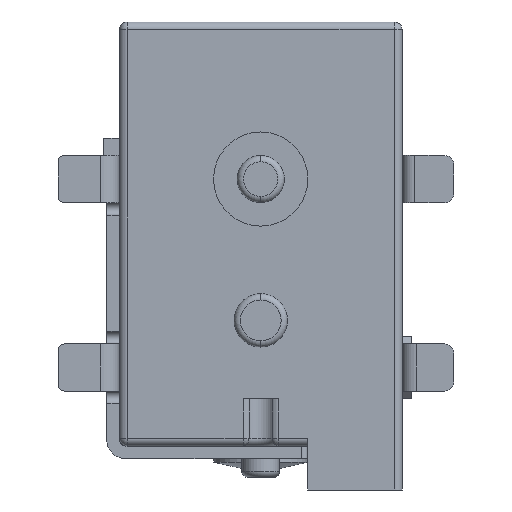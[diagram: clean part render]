
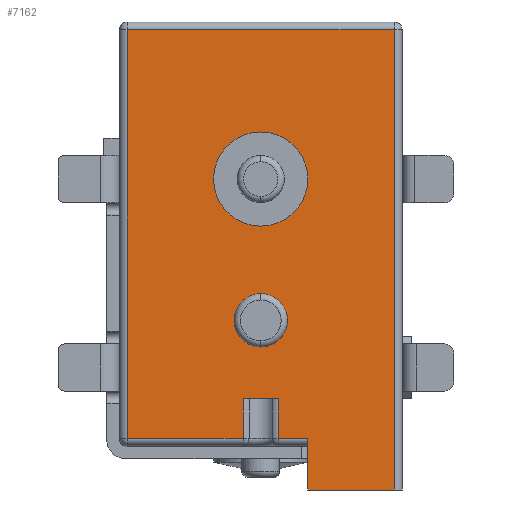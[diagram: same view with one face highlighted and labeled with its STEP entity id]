
A CAD part, front view. The second image highlights one B-rep face of the part: STEP entity #7162.
In plain terms, the highlighted planar face has unit normal (0, -1, 0).
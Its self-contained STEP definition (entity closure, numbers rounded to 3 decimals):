
#11 = EDGE_CURVE ( 'NONE', #3027, #6726, #2881, .T. ) ;
#256 = CARTESIAN_POINT ( 'NONE',  ( 0., -6.5, -10.35 ) ) ;
#301 = CIRCLE ( 'NONE', #4888, 0.85 ) ;
#550 = VECTOR ( 'NONE', #9706, 1000. ) ;
#686 = LINE ( 'NONE', #7911, #9536 ) ;
#819 = LINE ( 'NONE', #8170, #10212 ) ;
#1106 = EDGE_CURVE ( 'NONE', #6726, #7406, #686, .T. ) ;
#1271 = VERTEX_POINT ( 'NONE', #256 ) ;
#1337 = ORIENTED_EDGE ( 'NONE', *, *, #5744, .F. ) ;
#1471 = CARTESIAN_POINT ( 'NONE',  ( 4.25, -6.5, -0.25 ) ) ;
#1507 = VECTOR ( 'NONE', #1983, 1000. ) ;
#1510 = CARTESIAN_POINT ( 'NONE',  ( -4.25, -6.5, -13.25 ) ) ;
#1543 = EDGE_LOOP ( 'NONE', ( #11742, #8856 ) ) ;
#1603 = CARTESIAN_POINT ( 'NONE',  ( 0., -6.5, -9.5 ) ) ;
#1730 = ORIENTED_EDGE ( 'NONE', *, *, #8412, .T. ) ;
#1934 = ORIENTED_EDGE ( 'NONE', *, *, #3709, .F. ) ;
#1950 = DIRECTION ( 'NONE',  ( 0., 0., -1. ) ) ;
#1983 = DIRECTION ( 'NONE',  ( 0., 0., -1. ) ) ;
#2079 = CARTESIAN_POINT ( 'NONE',  ( 0., -6.5, -13.25 ) ) ;
#2151 = AXIS2_PLACEMENT_3D ( 'NONE', #4220, #6894, #8807 ) ;
#2198 = VERTEX_POINT ( 'NONE', #3942 ) ;
#2295 = EDGE_CURVE ( 'NONE', #8941, #6343, #7988, .T. ) ;
#2314 = ORIENTED_EDGE ( 'NONE', *, *, #11, .F. ) ;
#2458 = CARTESIAN_POINT ( 'NONE',  ( 1.5, -6.5, -13.25 ) ) ;
#2468 = DIRECTION ( 'NONE',  ( -1., 0., 0. ) ) ;
#2542 = EDGE_CURVE ( 'NONE', #10972, #9106, #4932, .T. ) ;
#2562 = CARTESIAN_POINT ( 'NONE',  ( 0., -6.5, -9.5 ) ) ;
#2579 = DIRECTION ( 'NONE',  ( 0., 0., -1. ) ) ;
#2633 = ORIENTED_EDGE ( 'NONE', *, *, #1106, .F. ) ;
#2701 = EDGE_CURVE ( 'NONE', #4021, #5370, #4628, .T. ) ;
#2881 = LINE ( 'NONE', #3786, #1507 ) ;
#3027 = VERTEX_POINT ( 'NONE', #1471 ) ;
#3031 = VECTOR ( 'NONE', #3914, 1000. ) ;
#3069 = ORIENTED_EDGE ( 'NONE', *, *, #9755, .F. ) ;
#3291 = VECTOR ( 'NONE', #9348, 1000. ) ;
#3344 = VECTOR ( 'NONE', #3890, 1000. ) ;
#3514 = CARTESIAN_POINT ( 'NONE',  ( 0., -6.5, -0.25 ) ) ;
#3627 = DIRECTION ( 'NONE',  ( 0., 0., -1. ) ) ;
#3704 = LINE ( 'NONE', #2079, #3344 ) ;
#3709 = EDGE_CURVE ( 'NONE', #6343, #3027, #5246, .T. ) ;
#3764 = DIRECTION ( 'NONE',  ( 0., -1., 0. ) ) ;
#3786 = CARTESIAN_POINT ( 'NONE',  ( 4.25, -6.5, -6.125 ) ) ;
#3862 = VERTEX_POINT ( 'NONE', #7448 ) ;
#3890 = DIRECTION ( 'NONE',  ( -1., 0., 0. ) ) ;
#3914 = DIRECTION ( 'NONE',  ( 0., 0., 1. ) ) ;
#3926 = CARTESIAN_POINT ( 'NONE',  ( 0., -6.5, -12. ) ) ;
#3942 = CARTESIAN_POINT ( 'NONE',  ( -0.559, -6.5, -13.25 ) ) ;
#4021 = VERTEX_POINT ( 'NONE', #9684 ) ;
#4070 = ORIENTED_EDGE ( 'NONE', *, *, #2542, .F. ) ;
#4220 = CARTESIAN_POINT ( 'NONE',  ( 0., -6.5, -5. ) ) ;
#4412 = CARTESIAN_POINT ( 'NONE',  ( -4.25, -6.5, -6.125 ) ) ;
#4487 = AXIS2_PLACEMENT_3D ( 'NONE', #10691, #8086, #2579 ) ;
#4628 = CIRCLE ( 'NONE', #2151, 1.5 ) ;
#4654 = EDGE_CURVE ( 'NONE', #8927, #8274, #3704, .T. ) ;
#4888 = AXIS2_PLACEMENT_3D ( 'NONE', #1603, #7105, #9606 ) ;
#4932 = LINE ( 'NONE', #3926, #3291 ) ;
#5246 = LINE ( 'NONE', #3514, #6380 ) ;
#5370 = VERTEX_POINT ( 'NONE', #7197 ) ;
#5432 = CIRCLE ( 'NONE', #4487, 1.5 ) ;
#5475 = DIRECTION ( 'NONE',  ( 0., 0., 1. ) ) ;
#5550 = CARTESIAN_POINT ( 'NONE',  ( 4.25, -6.5, -14.9 ) ) ;
#5593 = PLANE ( 'NONE',  #8706 ) ;
#5744 = EDGE_CURVE ( 'NONE', #5370, #4021, #5432, .T. ) ;
#6000 = CARTESIAN_POINT ( 'NONE',  ( 1.5, -6.5, -14.9 ) ) ;
#6310 = DIRECTION ( 'NONE',  ( 0., 1., 0. ) ) ;
#6340 = CARTESIAN_POINT ( 'NONE',  ( -0.559, -6.5, -12. ) ) ;
#6343 = VERTEX_POINT ( 'NONE', #8942 ) ;
#6380 = VECTOR ( 'NONE', #7034, 1000. ) ;
#6487 = CARTESIAN_POINT ( 'NONE',  ( 0., -6.5, -6.125 ) ) ;
#6537 = EDGE_CURVE ( 'NONE', #3862, #1271, #301, .T. ) ;
#6681 = DIRECTION ( 'NONE',  ( 0., 0., 1. ) ) ;
#6723 = ORIENTED_EDGE ( 'NONE', *, *, #4654, .F. ) ;
#6726 = VERTEX_POINT ( 'NONE', #5550 ) ;
#6738 = CARTESIAN_POINT ( 'NONE',  ( -0.485, -6.5, -13.25 ) ) ;
#6877 = ORIENTED_EDGE ( 'NONE', *, *, #11211, .F. ) ;
#6894 = DIRECTION ( 'NONE',  ( 0., -1., 0. ) ) ;
#7034 = DIRECTION ( 'NONE',  ( 1., 0., 0. ) ) ;
#7105 = DIRECTION ( 'NONE',  ( 0., -1., 0. ) ) ;
#7150 = CARTESIAN_POINT ( 'NONE',  ( 0.559, -6.5, -13.25 ) ) ;
#7160 = EDGE_CURVE ( 'NONE', #9106, #2198, #819, .T. ) ;
#7162 = ADVANCED_FACE ( 'NONE', ( #9230, #7271, #10888 ), #5593, .F. ) ;
#7197 = CARTESIAN_POINT ( 'NONE',  ( 0., -6.5, -3.5 ) ) ;
#7271 = FACE_BOUND ( 'NONE', #8313, .T. ) ;
#7330 = LINE ( 'NONE', #10835, #11184 ) ;
#7406 = VERTEX_POINT ( 'NONE', #6000 ) ;
#7448 = CARTESIAN_POINT ( 'NONE',  ( 0., -6.5, -8.65 ) ) ;
#7570 = ORIENTED_EDGE ( 'NONE', *, *, #2295, .F. ) ;
#7911 = CARTESIAN_POINT ( 'NONE',  ( 0., -6.5, -14.9 ) ) ;
#7919 = LINE ( 'NONE', #6738, #550 ) ;
#7988 = LINE ( 'NONE', #4412, #9021 ) ;
#8086 = DIRECTION ( 'NONE',  ( 0., -1., 0. ) ) ;
#8130 = ORIENTED_EDGE ( 'NONE', *, *, #2701, .F. ) ;
#8170 = CARTESIAN_POINT ( 'NONE',  ( -0.559, -6.5, -6.125 ) ) ;
#8274 = VERTEX_POINT ( 'NONE', #7150 ) ;
#8313 = EDGE_LOOP ( 'NONE', ( #8130, #1337 ) ) ;
#8412 = EDGE_CURVE ( 'NONE', #8927, #7406, #7330, .T. ) ;
#8706 = AXIS2_PLACEMENT_3D ( 'NONE', #6487, #6310, #5475 ) ;
#8807 = DIRECTION ( 'NONE',  ( 0., 0., -1. ) ) ;
#8856 = ORIENTED_EDGE ( 'NONE', *, *, #9561, .F. ) ;
#8927 = VERTEX_POINT ( 'NONE', #2458 ) ;
#8941 = VERTEX_POINT ( 'NONE', #1510 ) ;
#8942 = CARTESIAN_POINT ( 'NONE',  ( -4.25, -6.5, -0.25 ) ) ;
#8961 = EDGE_LOOP ( 'NONE', ( #1934, #7570, #3069, #11580, #4070, #6877, #6723, #1730, #2633, #2314 ) ) ;
#9021 = VECTOR ( 'NONE', #11548, 1000. ) ;
#9106 = VERTEX_POINT ( 'NONE', #6340 ) ;
#9123 = CIRCLE ( 'NONE', #10633, 0.85 ) ;
#9230 = FACE_BOUND ( 'NONE', #1543, .T. ) ;
#9276 = CARTESIAN_POINT ( 'NONE',  ( 0.559, -6.5, -6.125 ) ) ;
#9348 = DIRECTION ( 'NONE',  ( -1., 0., 0. ) ) ;
#9536 = VECTOR ( 'NONE', #2468, 1000. ) ;
#9561 = EDGE_CURVE ( 'NONE', #1271, #3862, #9123, .T. ) ;
#9606 = DIRECTION ( 'NONE',  ( 0., 0., 1. ) ) ;
#9684 = CARTESIAN_POINT ( 'NONE',  ( 0., -6.5, -6.5 ) ) ;
#9706 = DIRECTION ( 'NONE',  ( -1., 0., 0. ) ) ;
#9755 = EDGE_CURVE ( 'NONE', #2198, #8941, #7919, .T. ) ;
#10212 = VECTOR ( 'NONE', #3627, 1000. ) ;
#10393 = LINE ( 'NONE', #9276, #3031 ) ;
#10633 = AXIS2_PLACEMENT_3D ( 'NONE', #2562, #3764, #6681 ) ;
#10691 = CARTESIAN_POINT ( 'NONE',  ( 0., -6.5, -5. ) ) ;
#10835 = CARTESIAN_POINT ( 'NONE',  ( 1.5, -6.5, -14.075 ) ) ;
#10874 = CARTESIAN_POINT ( 'NONE',  ( 0.559, -6.5, -12. ) ) ;
#10888 = FACE_OUTER_BOUND ( 'NONE', #8961, .T. ) ;
#10972 = VERTEX_POINT ( 'NONE', #10874 ) ;
#11184 = VECTOR ( 'NONE', #1950, 1000. ) ;
#11211 = EDGE_CURVE ( 'NONE', #8274, #10972, #10393, .T. ) ;
#11548 = DIRECTION ( 'NONE',  ( 0., 0., 1. ) ) ;
#11580 = ORIENTED_EDGE ( 'NONE', *, *, #7160, .F. ) ;
#11742 = ORIENTED_EDGE ( 'NONE', *, *, #6537, .F. ) ;
